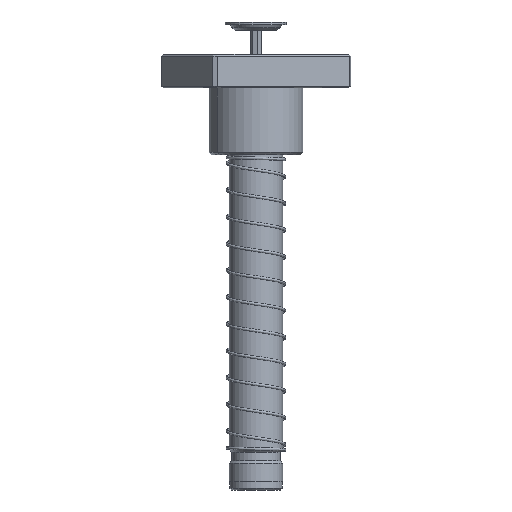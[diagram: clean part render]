
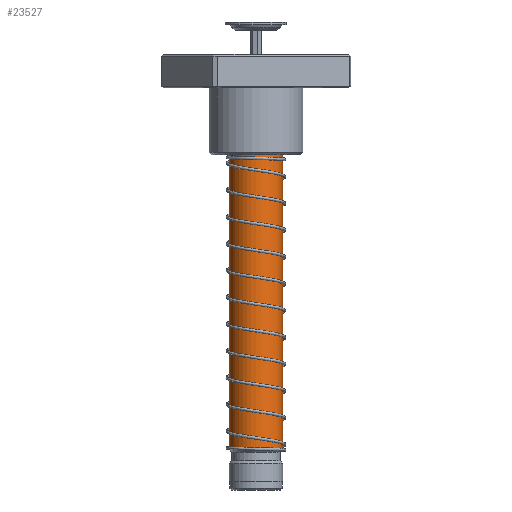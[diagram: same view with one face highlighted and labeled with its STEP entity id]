
A CAD part, front view. The second image highlights one B-rep face of the part: STEP entity #23527.
In plain terms, the highlighted cylindrical face has radius 16 mm (diameter 32 mm), a partial arc.
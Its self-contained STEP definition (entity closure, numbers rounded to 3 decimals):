
#142 = CIRCLE ( 'NONE', #8808, 16. ) ;
#2031 = CARTESIAN_POINT ( 'NONE',  ( 16., 0., 257.5 ) ) ;
#3349 = CARTESIAN_POINT ( 'NONE',  ( -16., 0., 257.5 ) ) ;
#6006 = DIRECTION ( 'NONE',  ( 0., 0., -1. ) ) ;
#6089 = EDGE_CURVE ( 'NONE', #11028, #6805, #20698, .T. ) ;
#6481 = LINE ( 'NONE', #18207, #12032 ) ;
#6805 = VERTEX_POINT ( 'NONE', #27497 ) ;
#7204 = ORIENTED_EDGE ( 'NONE', *, *, #27911, .T. ) ;
#8636 = DIRECTION ( 'NONE',  ( 0., 0., -1. ) ) ;
#8808 = AXIS2_PLACEMENT_3D ( 'NONE', #15146, #12083, #23533 ) ;
#9719 = ORIENTED_EDGE ( 'NONE', *, *, #29996, .F. ) ;
#11028 = VERTEX_POINT ( 'NONE', #3349 ) ;
#12032 = VECTOR ( 'NONE', #17951, 1000. ) ;
#12083 = DIRECTION ( 'NONE',  ( 0., 0., -1. ) ) ;
#15146 = CARTESIAN_POINT ( 'NONE',  ( 0., 0., 257.5 ) ) ;
#15205 = VERTEX_POINT ( 'NONE', #2031 ) ;
#17951 = DIRECTION ( 'NONE',  ( 0., 0., -1. ) ) ;
#18207 = CARTESIAN_POINT ( 'NONE',  ( 16., 0., 260. ) ) ;
#20698 = LINE ( 'NONE', #36547, #25718 ) ;
#20700 = FACE_OUTER_BOUND ( 'NONE', #27005, .T. ) ;
#20723 = VERTEX_POINT ( 'NONE', #27864 ) ;
#21835 = DIRECTION ( 'NONE',  ( 0., 0., -1. ) ) ;
#23527 = ADVANCED_FACE ( 'NONE', ( #20700 ), #36367, .T. ) ;
#23533 = DIRECTION ( 'NONE',  ( 1., 0., 0. ) ) ;
#23821 = ORIENTED_EDGE ( 'NONE', *, *, #25103, .F. ) ;
#25103 = EDGE_CURVE ( 'NONE', #20723, #6805, #26582, .T. ) ;
#25718 = VECTOR ( 'NONE', #21835, 1000. ) ;
#26582 = CIRCLE ( 'NONE', #31213, 16. ) ;
#27005 = EDGE_LOOP ( 'NONE', ( #9719, #7204, #34920, #23821 ) ) ;
#27081 = CARTESIAN_POINT ( 'NONE',  ( 0., 0., 260. ) ) ;
#27497 = CARTESIAN_POINT ( 'NONE',  ( -16., 0., 24. ) ) ;
#27864 = CARTESIAN_POINT ( 'NONE',  ( 16., 0., 24. ) ) ;
#27911 = EDGE_CURVE ( 'NONE', #15205, #11028, #142, .T. ) ;
#29996 = EDGE_CURVE ( 'NONE', #15205, #20723, #6481, .T. ) ;
#31213 = AXIS2_PLACEMENT_3D ( 'NONE', #37807, #8636, #32213 ) ;
#32213 = DIRECTION ( 'NONE',  ( -1., 0., 0. ) ) ;
#33051 = DIRECTION ( 'NONE',  ( -1., 0., 0. ) ) ;
#34920 = ORIENTED_EDGE ( 'NONE', *, *, #6089, .T. ) ;
#35827 = AXIS2_PLACEMENT_3D ( 'NONE', #27081, #6006, #33051 ) ;
#36367 = CYLINDRICAL_SURFACE ( 'NONE', #35827, 16. ) ;
#36547 = CARTESIAN_POINT ( 'NONE',  ( -16., 0., 260. ) ) ;
#37807 = CARTESIAN_POINT ( 'NONE',  ( 0., 0., 24. ) ) ;
